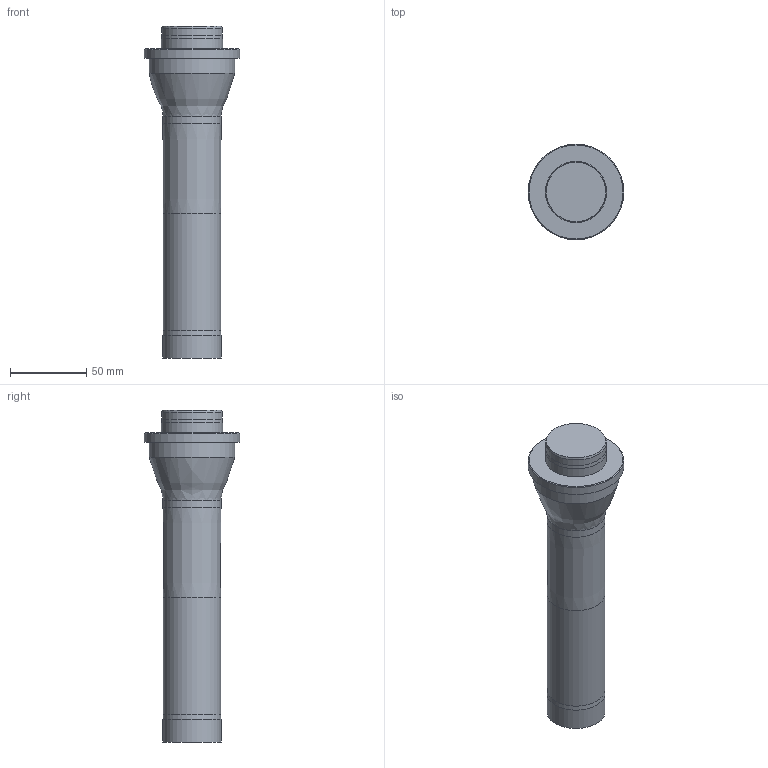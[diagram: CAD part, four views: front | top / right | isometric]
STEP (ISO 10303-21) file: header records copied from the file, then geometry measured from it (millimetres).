
FILE_DESCRIPTION(/* description */ (''),/* implementation_level */ '2;1');
FILE_NAME(/* name */ 'TOOLASSEMBLY_1.STP',/* time_stamp */ '2023-11-30T14:38:40+01:00',/* author */ (''),/* organization */ ('SMS'),/* preprocessor_version */ 'ST-DEVELOPER v16.7',/* originating_system */ 'SIEMENS PLM Software NX 12.0',/* authorisation */ '');
FILE_SCHEMA (('AUTOMOTIVE_DESIGN { 1 0 10303 214 3 1 1 1 }'));
Length unit declared in the file: millimetre
Products named in the file (4): CUT_20231130143747; CUT_20231130143745; NOCUT_20231130143658; TOOLASSEMBLY_1
Assembly tree (3 placements, depth 2):
  TOOLASSEMBLY_1
    NOCUT_20231130143658
    CUT_20231130143745
    CUT_20231130143747
Bounding box: 62.5 x 62.5 x 217.25 mm (x, y, z)
Volume: 288669.3 mm3; surface area: 32628.9 mm2
Topology: 1 solids, 1 shells, 18 faces, 33 edges, 24 vertices
Faces by surface type: cylinder 7, cone 5, plane 4, revolution 1, torus 1
Full cylindrical faces by diameter (mm): 37.635 x1, 38.025 x2, 39.695 x1, 39.995 x1, 56 x1, 62.5 x1
Entity records: 721 total; most frequent: CARTESIAN_POINT 239, DIRECTION 93, AXIS2_PLACEMENT_3D 46, EDGE_LOOP 34, ORIENTED_EDGE 34, FACE_BOUND 32, ADVANCED_FACE 18, VERTEX_POINT 17
